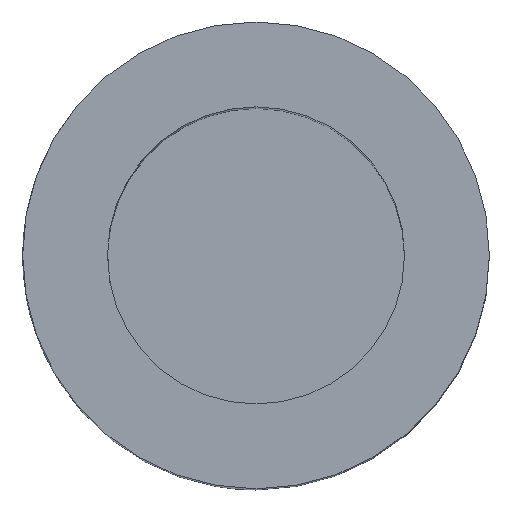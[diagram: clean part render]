
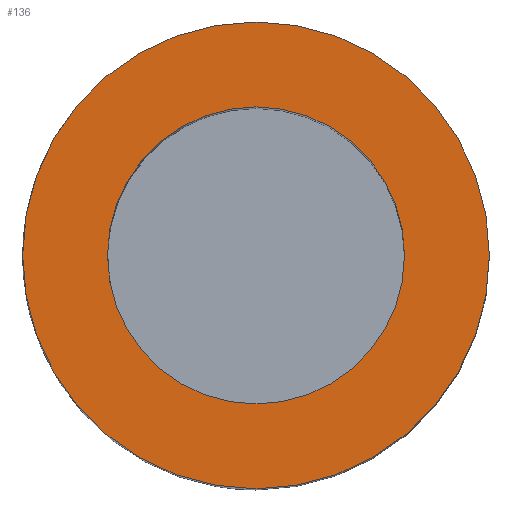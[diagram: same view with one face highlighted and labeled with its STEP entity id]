
A CAD part, top view. The second image highlights one B-rep face of the part: STEP entity #136.
In plain terms, the highlighted planar face has unit normal (0, 0, 1).
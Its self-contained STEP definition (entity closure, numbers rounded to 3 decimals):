
#60=AXIS2_PLACEMENT_3D('Circle Axis2P3D',#58,#59,$) ;
#99=AXIS2_PLACEMENT_3D('Circle Axis2P3D',#97,#98,$) ;
#112=AXIS2_PLACEMENT_3D('Plane Axis2P3D',#109,#110,#111) ;
#116=AXIS2_PLACEMENT_3D('Circle Axis2P3D',#114,#115,$) ;
#125=AXIS2_PLACEMENT_3D('Circle Axis2P3D',#123,#124,$) ;
#55=CARTESIAN_POINT('Vertex',(1.65,2.7,16.51)) ;
#58=CARTESIAN_POINT('Axis2P3D Location',(1.65,1.65,16.51)) ;
#62=CARTESIAN_POINT('Vertex',(1.65,0.6,16.51)) ;
#97=CARTESIAN_POINT('Axis2P3D Location',(1.65,1.65,16.51)) ;
#109=CARTESIAN_POINT('Axis2P3D Location',(3.211,1.65,16.51)) ;
#114=CARTESIAN_POINT('Axis2P3D Location',(1.65,1.65,16.51)) ;
#118=CARTESIAN_POINT('Vertex',(1.65,0.,16.51)) ;
#120=CARTESIAN_POINT('Vertex',(1.65,3.3,16.51)) ;
#123=CARTESIAN_POINT('Axis2P3D Location',(1.65,1.65,16.51)) ;
#59=DIRECTION('Axis2P3D Direction',(-0.,0.,1.)) ;
#98=DIRECTION('Axis2P3D Direction',(-0.,0.,1.)) ;
#110=DIRECTION('Axis2P3D Direction',(-0.,0.,1.)) ;
#111=DIRECTION('Axis2P3D XDirection',(0.,-1.,0.)) ;
#115=DIRECTION('Axis2P3D Direction',(-0.,0.,1.)) ;
#124=DIRECTION('Axis2P3D Direction',(-0.,0.,1.)) ;
#129=ORIENTED_EDGE('',*,*,#122,.T.) ;
#130=ORIENTED_EDGE('',*,*,#127,.T.) ;
#133=ORIENTED_EDGE('',*,*,#101,.F.) ;
#134=ORIENTED_EDGE('',*,*,#64,.F.) ;
#135=FACE_BOUND('',#132,.T.) ;
#136=ADVANCED_FACE('Vereinigen1',(#131,#135),#113,.T.) ;
#61=CIRCLE('generated circle',#60,1.05) ;
#100=CIRCLE('generated circle',#99,1.05) ;
#117=CIRCLE('generated circle',#116,1.65) ;
#126=CIRCLE('generated circle',#125,1.65) ;
#64=EDGE_CURVE('',#56,#63,#61,.T.) ;
#101=EDGE_CURVE('',#63,#56,#100,.T.) ;
#122=EDGE_CURVE('',#119,#121,#117,.T.) ;
#127=EDGE_CURVE('',#121,#119,#126,.T.) ;
#128=EDGE_LOOP('',(#129,#130)) ;
#132=EDGE_LOOP('',(#133,#134)) ;
#131=FACE_OUTER_BOUND('',#128,.T.) ;
#113=PLANE('',#112) ;
#56=VERTEX_POINT('',#55) ;
#63=VERTEX_POINT('',#62) ;
#119=VERTEX_POINT('',#118) ;
#121=VERTEX_POINT('',#120) ;
